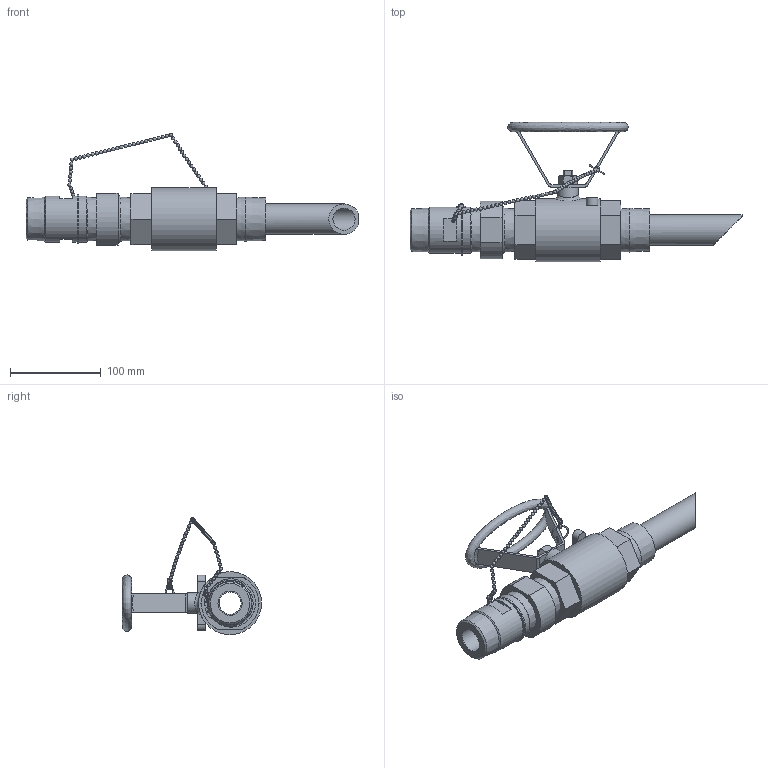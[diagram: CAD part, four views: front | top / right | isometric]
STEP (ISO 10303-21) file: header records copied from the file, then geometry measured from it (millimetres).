
FILE_DESCRIPTION(/* description */ (''),/* implementation_level */ '2;1');
FILE_NAME(/* name */ 'CS-15A15A-4IA-EEEV_R0.stp',/* time_stamp */ '2024-11-07T08:22:05-05:00',/* author */ ('SalesDesk5'),/* organization */ (''),/* preprocessor_version */ 'ST-DEVELOPER v20',/* originating_system */ 'Autodesk Inventor 2025',/* authorisation */ '');
FILE_SCHEMA (('CONFIG_CONTROL_DESIGN'));
Length unit declared in the file: inch
Products named in the file (1): Part2
Bounding box: 365.81 x 153.38 x 129.28 mm (x, y, z)
Volume: 588131.9 mm3; surface area: 177341.7 mm2
Topology: 21 solids, 21 shells, 331 faces, 827 edges, 541 vertices
Faces by surface type: plane 124, cylinder 108, sphere 63, cone 26, bspline 7, torus 3
Full cylindrical faces by diameter (mm): 0.9 x54, 1.694 x2, 2.5 x2, 3.8 x2, 4 x2, 5.08 x2, 7.62 x1, 10.668 x1, 22.86 x1, 24.308 x1, 26.645 x1, 33.401 x1, 34.722 x2, 38.1 x3, 44.044 x1, 44.054 x1, 45.72 x1, 48.26 x1, 50.8 x2, 69.444 x1
Entity records: 11343 total; most frequent: CARTESIAN_POINT 2737, DIRECTION 1867, ORIENTED_EDGE 1632, EDGE_CURVE 816, AXIS2_PLACEMENT_3D 782, VERTEX_POINT 541, CIRCLE 454, EDGE_LOOP 381
